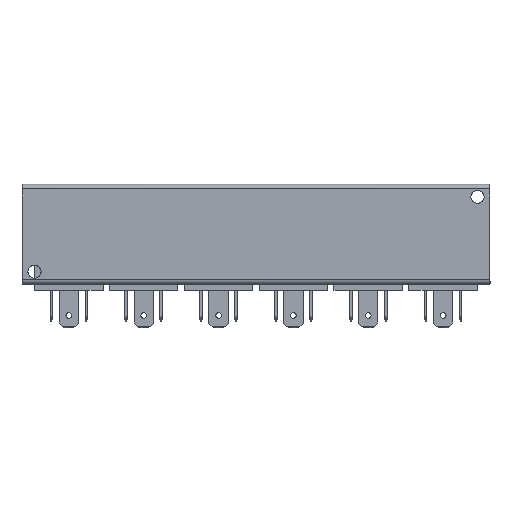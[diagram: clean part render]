
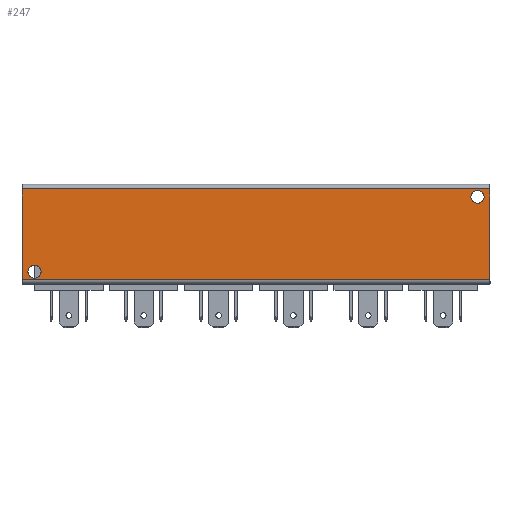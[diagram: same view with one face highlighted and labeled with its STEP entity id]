
A CAD part, top view. The second image highlights one B-rep face of the part: STEP entity #247.
In plain terms, the highlighted planar face has unit normal (0, 0, -1).
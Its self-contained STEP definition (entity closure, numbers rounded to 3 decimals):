
#72=FACE_BOUND('',#2520,.T.);
#73=FACE_BOUND('',#2521,.T.);
#247=ADVANCED_FACE('',(#1379,#72,#73),#15971,.T.);
#1379=FACE_OUTER_BOUND('',#2519,.T.);
#2519=EDGE_LOOP('',(#3915,#3916,#3917,#3918));
#2520=EDGE_LOOP('',(#3919,#3920));
#2521=EDGE_LOOP('',(#3921,#3922));
#3915=ORIENTED_EDGE('',*,*,#9101,.T.);
#3916=ORIENTED_EDGE('',*,*,#9100,.T.);
#3917=ORIENTED_EDGE('',*,*,#9099,.T.);
#3918=ORIENTED_EDGE('',*,*,#9096,.T.);
#3919=ORIENTED_EDGE('',*,*,#9053,.F.);
#3920=ORIENTED_EDGE('',*,*,#9052,.F.);
#3921=ORIENTED_EDGE('',*,*,#9086,.F.);
#3922=ORIENTED_EDGE('',*,*,#9087,.F.);
#9052=EDGE_CURVE('',#14351,#14352,#13185,.T.);
#9053=EDGE_CURVE('',#14352,#14351,#13186,.T.);
#9086=EDGE_CURVE('',#14376,#14377,#13195,.T.);
#9087=EDGE_CURVE('',#14377,#14376,#13196,.T.);
#9096=EDGE_CURVE('',#14393,#14394,#11706,.T.);
#9099=EDGE_CURVE('',#14396,#14393,#11708,.T.);
#9100=EDGE_CURVE('',#14397,#14396,#11709,.T.);
#9101=EDGE_CURVE('',#14394,#14397,#11710,.T.);
#11706=B_SPLINE_CURVE_WITH_KNOTS('',1,(#24517,#24518),.UNSPECIFIED.,.F.,
 .F.,(2,2),(-112.5,37.5),.UNSPECIFIED.);
#11708=B_SPLINE_CURVE_WITH_KNOTS('',1,(#24524,#24525),.UNSPECIFIED.,.F.,
 .F.,(2,2),(-8.144,20.856),.UNSPECIFIED.);
#11709=B_SPLINE_CURVE_WITH_KNOTS('',1,(#24526,#24527),.UNSPECIFIED.,.F.,
 .F.,(2,2),(-112.5,37.5),.UNSPECIFIED.);
#11710=B_SPLINE_CURVE_WITH_KNOTS('',1,(#24528,#24529),.UNSPECIFIED.,.F.,
 .F.,(2,2),(-20.856,8.144),.UNSPECIFIED.);
#13185=(
BOUNDED_CURVE()
B_SPLINE_CURVE(2,(#24290,#24291,#24292,#24293,#24294),.UNSPECIFIED.,.F.,
 .F.)
B_SPLINE_CURVE_WITH_KNOTS((3,2,3),(-6.597,-3.299,
0.),.UNSPECIFIED.)
CURVE()
GEOMETRIC_REPRESENTATION_ITEM()
RATIONAL_B_SPLINE_CURVE((1.,0.707,1.,0.707,1.))
REPRESENTATION_ITEM('')
);
#13186=(
BOUNDED_CURVE()
B_SPLINE_CURVE(2,(#24295,#24296,#24297,#24298,#24299),.UNSPECIFIED.,.F.,
 .F.)
B_SPLINE_CURVE_WITH_KNOTS((3,2,3),(-13.195,-9.896,
-6.597),.UNSPECIFIED.)
CURVE()
GEOMETRIC_REPRESENTATION_ITEM()
RATIONAL_B_SPLINE_CURVE((1.,0.707,1.,0.707,1.))
REPRESENTATION_ITEM('')
);
#13195=(
BOUNDED_CURVE()
B_SPLINE_CURVE(2,(#24484,#24485,#24486,#24487,#24488),.UNSPECIFIED.,.F.,
 .F.)
B_SPLINE_CURVE_WITH_KNOTS((3,2,3),(-6.597,-3.299,0.),
 .UNSPECIFIED.)
CURVE()
GEOMETRIC_REPRESENTATION_ITEM()
RATIONAL_B_SPLINE_CURVE((1.,0.707,1.,0.707,1.))
REPRESENTATION_ITEM('')
);
#13196=(
BOUNDED_CURVE()
B_SPLINE_CURVE(2,(#24489,#24490,#24491,#24492,#24493),.UNSPECIFIED.,.F.,
 .F.)
B_SPLINE_CURVE_WITH_KNOTS((3,2,3),(-13.195,-9.896,
-6.597),.UNSPECIFIED.)
CURVE()
GEOMETRIC_REPRESENTATION_ITEM()
RATIONAL_B_SPLINE_CURVE((1.,0.707,1.,0.707,1.))
REPRESENTATION_ITEM('')
);
#14351=VERTEX_POINT('',#23484);
#14352=VERTEX_POINT('',#23485);
#14376=VERTEX_POINT('',#23509);
#14377=VERTEX_POINT('',#23510);
#14393=VERTEX_POINT('',#23526);
#14394=VERTEX_POINT('',#23527);
#14396=VERTEX_POINT('',#23529);
#14397=VERTEX_POINT('',#23530);
#15971=PLANE('',#17191);
#17191=AXIS2_PLACEMENT_3D('',#18336,#17695,$);
#17695=DIRECTION('',(0.,0.,-1.));
#18336=CARTESIAN_POINT('',(-87.01,-13.51,29.5));
#23484=CARTESIAN_POINT('',(59.,15.1,29.5));
#23485=CARTESIAN_POINT('',(59.,10.9,29.5));
#23509=CARTESIAN_POINT('',(-83.,-8.9,29.5));
#23510=CARTESIAN_POINT('',(-83.,-13.1,29.5));
#23526=CARTESIAN_POINT('',(63.,-13.5,29.5));
#23527=CARTESIAN_POINT('',(-87.,-13.5,29.5));
#23529=CARTESIAN_POINT('',(63.,15.5,29.5));
#23530=CARTESIAN_POINT('',(-87.,15.5,29.5));
#24290=CARTESIAN_POINT('',(59.,15.1,29.5));
#24291=CARTESIAN_POINT('',(61.1,15.1,29.5));
#24292=CARTESIAN_POINT('',(61.1,13.,29.5));
#24293=CARTESIAN_POINT('',(61.1,10.9,29.5));
#24294=CARTESIAN_POINT('',(59.,10.9,29.5));
#24295=CARTESIAN_POINT('',(59.,10.9,29.5));
#24296=CARTESIAN_POINT('',(56.9,10.9,29.5));
#24297=CARTESIAN_POINT('',(56.9,13.,29.5));
#24298=CARTESIAN_POINT('',(56.9,15.1,29.5));
#24299=CARTESIAN_POINT('',(59.,15.1,29.5));
#24484=CARTESIAN_POINT('',(-83.,-8.9,29.5));
#24485=CARTESIAN_POINT('',(-80.9,-8.9,29.5));
#24486=CARTESIAN_POINT('',(-80.9,-11.,29.5));
#24487=CARTESIAN_POINT('',(-80.9,-13.1,29.5));
#24488=CARTESIAN_POINT('',(-83.,-13.1,29.5));
#24489=CARTESIAN_POINT('',(-83.,-13.1,29.5));
#24490=CARTESIAN_POINT('',(-85.1,-13.1,29.5));
#24491=CARTESIAN_POINT('',(-85.1,-11.,29.5));
#24492=CARTESIAN_POINT('',(-85.1,-8.9,29.5));
#24493=CARTESIAN_POINT('',(-83.,-8.9,29.5));
#24517=CARTESIAN_POINT('',(63.,-13.5,29.5));
#24518=CARTESIAN_POINT('',(-87.,-13.5,29.5));
#24524=CARTESIAN_POINT('',(63.,15.5,29.5));
#24525=CARTESIAN_POINT('',(63.,-13.5,29.5));
#24526=CARTESIAN_POINT('',(-87.,15.5,29.5));
#24527=CARTESIAN_POINT('',(63.,15.5,29.5));
#24528=CARTESIAN_POINT('',(-87.,-13.5,29.5));
#24529=CARTESIAN_POINT('',(-87.,15.5,29.5));
